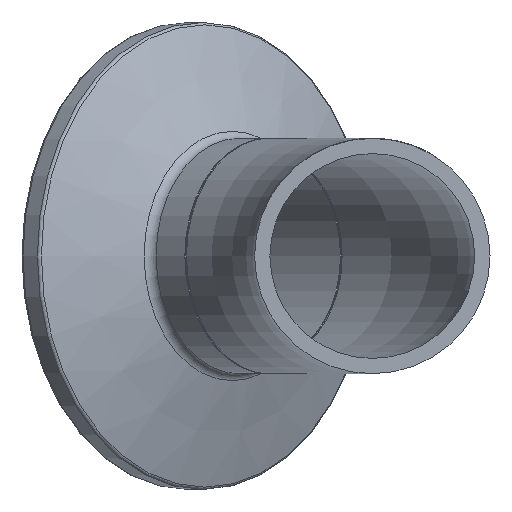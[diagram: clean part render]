
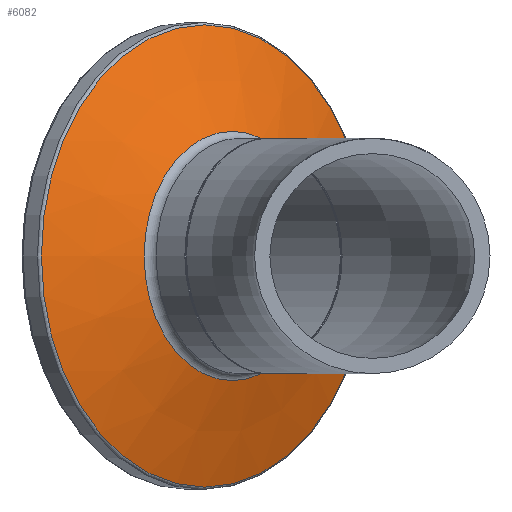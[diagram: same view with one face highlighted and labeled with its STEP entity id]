
A CAD part, front view. The second image highlights one B-rep face of the part: STEP entity #6082.
In plain terms, the highlighted conical face has half-angle 70 degrees and reference radius 18.948 mm.
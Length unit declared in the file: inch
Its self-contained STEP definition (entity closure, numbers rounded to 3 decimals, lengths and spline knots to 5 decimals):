
#13=CONICAL_SURFACE('',#6477,0.746,70.);
#124=FACE_BOUND('',#1143,.T.);
#755=FACE_OUTER_BOUND('',#1142,.T.);
#1142=EDGE_LOOP('',(#5645));
#1143=EDGE_LOOP('',(#5646));
#1597=CIRCLE('',#6476,0.98213);
#1598=CIRCLE('',#6478,0.52961);
#2986=VERTEX_POINT('',#13194);
#2987=VERTEX_POINT('',#13197);
#3875=EDGE_CURVE('',#2986,#2986,#1597,.T.);
#3876=EDGE_CURVE('',#2987,#2987,#1598,.T.);
#5645=ORIENTED_EDGE('',*,*,#3876,.F.);
#5646=ORIENTED_EDGE('',*,*,#3875,.F.);
#6082=ADVANCED_FACE('',(#755,#124),#13,.T.);
#6476=AXIS2_PLACEMENT_3D('',#13195,#7649,#7650);
#6477=AXIS2_PLACEMENT_3D('',#13196,#7651,#7652);
#6478=AXIS2_PLACEMENT_3D('',#13198,#7653,#7654);
#7649=DIRECTION('center_axis',(-0.707,0.707,0.));
#7650=DIRECTION('ref_axis',(-0.707,-0.707,0.));
#7651=DIRECTION('center_axis',(-0.707,0.707,0.));
#7652=DIRECTION('ref_axis',(0.707,0.707,0.));
#7653=DIRECTION('center_axis',(0.707,-0.707,0.));
#7654=DIRECTION('ref_axis',(-0.707,-0.707,0.));
#13194=CARTESIAN_POINT('',(0.43265,3.65595,0.));
#13195=CARTESIAN_POINT('Origin',(-0.26182,2.96148,0.));
#13196=CARTESIAN_POINT('Origin',(-0.20105,2.90071,0.));
#13197=CARTESIAN_POINT('',(0.22914,3.2195,0.));
#13198=CARTESIAN_POINT('Origin',(-0.14536,2.84501,0.));
